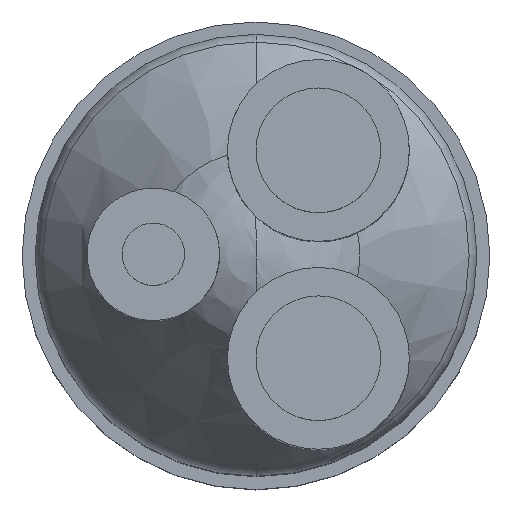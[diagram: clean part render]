
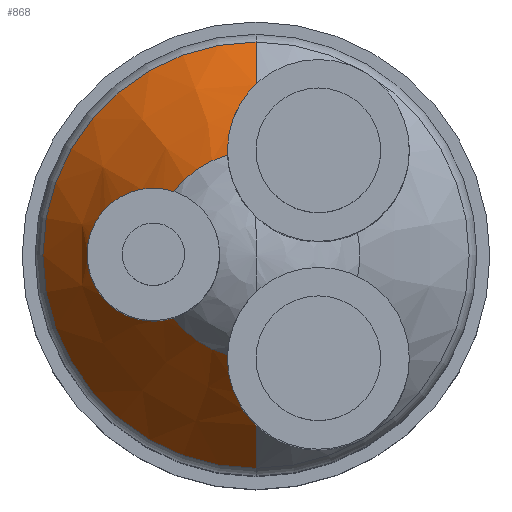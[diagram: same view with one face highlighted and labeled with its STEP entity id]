
A CAD part, top view. The second image highlights one B-rep face of the part: STEP entity #868.
In plain terms, the highlighted conical face has half-angle 36.87 degrees and reference radius 12.2 mm.
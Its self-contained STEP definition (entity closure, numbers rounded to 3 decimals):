
#114=DIRECTION('',(0.,-0.6,0.8));
#115=VECTOR('',#114,5.508);
#116=CARTESIAN_POINT('',(0.,16.4,39.8));
#117=LINE('',#116,#115);
#123=DIRECTION('',(0.,0.6,0.8));
#124=VECTOR('',#123,5.508);
#125=CARTESIAN_POINT('',(0.,-16.4,39.8));
#126=LINE('',#125,#124);
#257=CARTESIAN_POINT('',(-2.193,7.693,51.));
#258=CARTESIAN_POINT('',(-2.217,8.231,50.303));
#259=CARTESIAN_POINT('',(-2.14,9.288,48.968));
#260=CARTESIAN_POINT('',(-1.689,10.768,47.146));
#261=CARTESIAN_POINT('',(-0.96,12.065,45.546));
#262=CARTESIAN_POINT('',(-0.336,12.779,44.628));
#263=CARTESIAN_POINT('',(0.,13.095,44.207));
#265=CARTESIAN_POINT('',(-7.9,5.1,49.129));
#266=CARTESIAN_POINT('',(-7.73,5.1,49.319));
#267=CARTESIAN_POINT('',(-7.388,5.083,49.711));
#268=CARTESIAN_POINT('',(-6.87,5.004,50.336));
#269=CARTESIAN_POINT('',(-6.525,4.915,50.775));
#270=CARTESIAN_POINT('',(-6.354,4.86,51.));
#272=CARTESIAN_POINT('',(-7.9,-5.1,49.129));
#273=CARTESIAN_POINT('',(-8.308,-5.1,48.672));
#274=CARTESIAN_POINT('',(-9.109,-5.003,47.824));
#275=CARTESIAN_POINT('',(-10.218,-4.59,46.747));
#276=CARTESIAN_POINT('',(-11.137,-3.988,45.909));
#277=CARTESIAN_POINT('',(-11.87,-3.253,45.271));
#278=CARTESIAN_POINT('',(-12.412,-2.439,44.815));
#279=CARTESIAN_POINT('',(-12.777,-1.583,44.515));
#280=CARTESIAN_POINT('',(-12.976,-0.71,
44.353));
#281=CARTESIAN_POINT('',(-13.022,0.162,44.315));
#282=CARTESIAN_POINT('',(-12.921,1.028,44.398));
#283=CARTESIAN_POINT('',(-12.673,1.868,44.6));
#284=CARTESIAN_POINT('',(-12.276,2.672,44.929));
#285=CARTESIAN_POINT('',(-11.721,3.422,45.4));
#286=CARTESIAN_POINT('',(-11.002,4.09,46.031));
#287=CARTESIAN_POINT('',(-10.116,4.634,46.844));
#288=CARTESIAN_POINT('',(-9.076,5.006,47.859));
#289=CARTESIAN_POINT('',(-8.299,5.1,48.682));
#290=CARTESIAN_POINT('',(-7.9,5.1,49.129));
#292=CARTESIAN_POINT('',(-6.354,-4.86,51.));
#293=CARTESIAN_POINT('',(-6.525,-4.915,50.775));
#294=CARTESIAN_POINT('',(-6.869,-5.004,50.336));
#295=CARTESIAN_POINT('',(-7.388,-5.083,49.711));
#296=CARTESIAN_POINT('',(-7.73,-5.1,49.319));
#297=CARTESIAN_POINT('',(-7.9,-5.1,49.129));
#299=CARTESIAN_POINT('',(0.,-13.095,
44.207));
#300=CARTESIAN_POINT('',(-0.335,-12.779,
44.628));
#301=CARTESIAN_POINT('',(-0.959,-12.066,
45.543));
#302=CARTESIAN_POINT('',(-1.686,-10.773,47.14));
#303=CARTESIAN_POINT('',(-2.139,-9.293,48.961));
#304=CARTESIAN_POINT('',(-2.217,-8.233,50.3));
#305=CARTESIAN_POINT('',(-2.193,-7.693,51.));
#307=CARTESIAN_POINT('',(0.,0.,39.8));
#308=DIRECTION('',(0.,0.,1.));
#309=DIRECTION('',(0.,1.,0.));
#310=AXIS2_PLACEMENT_3D('',#307,#308,#309);
#415=CARTESIAN_POINT('',(0.,0.,51.));
#416=DIRECTION('',(0.,0.,1.));
#417=DIRECTION('',(-0.794,-0.608,0.));
#418=AXIS2_PLACEMENT_3D('',#415,#416,#417);
#460=CARTESIAN_POINT('',(0.,0.,51.));
#461=DIRECTION('',(0.,0.,1.));
#462=DIRECTION('',(-0.274,0.962,0.));
#463=AXIS2_PLACEMENT_3D('',#460,#461,#462);
#553=CARTESIAN_POINT('',(0.,16.4,39.8));
#554=CARTESIAN_POINT('',(0.,-16.4,39.8));
#555=VERTEX_POINT('',#553);
#556=VERTEX_POINT('',#554);
#577=VERTEX_POINT('',#257);
#578=VERTEX_POINT('',#263);
#579=VERTEX_POINT('',#299);
#580=VERTEX_POINT('',#305);
#581=VERTEX_POINT('',#265);
#582=VERTEX_POINT('',#270);
#583=VERTEX_POINT('',#292);
#584=VERTEX_POINT('',#297);
#845=CARTESIAN_POINT('',(0.,0.,45.4));
#846=DIRECTION('',(0.,0.,-1.));
#847=DIRECTION('',(0.,-1.,0.));
#848=AXIS2_PLACEMENT_3D('',#845,#846,#847);
#849=CONICAL_SURFACE('',#848,12.2,36.87);
#851=ORIENTED_EDGE('',*,*,#850,.F.);
#853=ORIENTED_EDGE('',*,*,#852,.T.);
#855=ORIENTED_EDGE('',*,*,#854,.F.);
#857=ORIENTED_EDGE('',*,*,#856,.F.);
#859=ORIENTED_EDGE('',*,*,#858,.F.);
#861=ORIENTED_EDGE('',*,*,#860,.T.);
#862=ORIENTED_EDGE('',*,*,#832,.F.);
#863=ORIENTED_EDGE('',*,*,#763,.F.);
#864=ORIENTED_EDGE('',*,*,#714,.F.);
#865=ORIENTED_EDGE('',*,*,#760,.T.);
#866=EDGE_LOOP('',(#851,#853,#855,#857,#859,#861,#862,#863,#864,#865));
#867=FACE_OUTER_BOUND('',#866,.F.);
#868=ADVANCED_FACE('',(#867),#849,.T.);
#264=B_SPLINE_CURVE_WITH_KNOTS('',3,(#257,#258,#259,#260,#261,#262,#263),
.UNSPECIFIED.,.F.,.F.,(4,1,1,1,4),(0.,0.25,0.5,0.75,1.),
.UNSPECIFIED.);
#271=B_SPLINE_CURVE_WITH_KNOTS('',3,(#265,#266,#267,#268,#269,#270),
.UNSPECIFIED.,.F.,.F.,(4,1,1,4),(0.,0.333,0.667,1.),
.UNSPECIFIED.);
#291=B_SPLINE_CURVE_WITH_KNOTS('',3,(#272,#273,#274,#275,#276,#277,#278,#279,
#280,#281,#282,#283,#284,#285,#286,#287,#288,#289,#290),.UNSPECIFIED.,.F.,.F.,
(4,1,1,1,1,1,1,1,1,1,1,1,1,1,1,1,4),(0.,0.063,0.125,0.188,0.25,
0.313,0.375,0.438,0.5,0.563,0.625,0.688,0.75,0.813,
0.875,0.938,1.),.UNSPECIFIED.);
#298=B_SPLINE_CURVE_WITH_KNOTS('',3,(#292,#293,#294,#295,#296,#297),
.UNSPECIFIED.,.F.,.F.,(4,1,1,4),(0.,0.333,0.667,1.),
.UNSPECIFIED.);
#306=B_SPLINE_CURVE_WITH_KNOTS('',3,(#299,#300,#301,#302,#303,#304,#305),
.UNSPECIFIED.,.F.,.F.,(4,1,1,1,4),(0.,0.25,0.5,0.75,1.),
.UNSPECIFIED.);
#311=CIRCLE('',#310,16.4);
#419=CIRCLE('',#418,8.);
#464=CIRCLE('',#463,8.);
#714=EDGE_CURVE('',#555,#556,#311,.T.);
#760=EDGE_CURVE('',#555,#578,#117,.T.);
#763=EDGE_CURVE('',#556,#579,#126,.T.);
#832=EDGE_CURVE('',#579,#580,#306,.T.);
#850=EDGE_CURVE('',#577,#578,#264,.T.);
#852=EDGE_CURVE('',#577,#582,#464,.T.);
#854=EDGE_CURVE('',#581,#582,#271,.T.);
#856=EDGE_CURVE('',#584,#581,#291,.T.);
#858=EDGE_CURVE('',#583,#584,#298,.T.);
#860=EDGE_CURVE('',#583,#580,#419,.T.);
